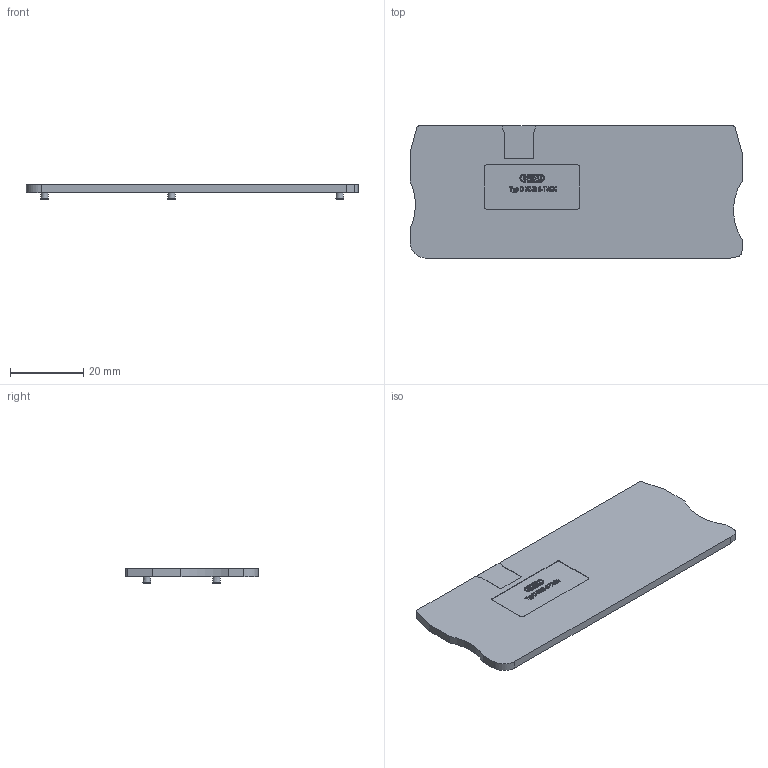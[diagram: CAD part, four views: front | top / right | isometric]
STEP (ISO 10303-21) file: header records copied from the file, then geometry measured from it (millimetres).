
FILE_DESCRIPTION( ('This file contains a STEP AP42 implementation' ,'as created by ZW3D STEP Interface translator.') ,'2;1' );
FILE_NAME( 'D-RNS 6-TWIN.stp' ,'24 725. 92139', (''), ('ZWCAD Software Co.'), 'Version 1.0', 'ZW3D to STEP translator', '' );
FILE_SCHEMA(('AUTOMOTIVE_DESIGN { 1 0 10303 214 1 1 1 1 }'));
Length unit declared in the file: millimetre
Products named in the file (2): 0; D-RNS 6-TWIN
Bounding box: 90.5 x 36 x 4 mm (x, y, z)
Volume: 6954.2 mm3; surface area: 7061.6 mm2
Topology: 1 solids, 1 shells, 859 faces, 2453 edges, 1628 vertices
Faces by surface type: plane 792, bspline 44, cylinder 17, torus 3, cone 3
Full cylindrical faces by diameter (mm): 1 x3
Entity records: 29265 total; most frequent: CARTESIAN_POINT 6172, ORIENTED_EDGE 4906, DIRECTION 4061, EDGE_CURVE 2453, VECTOR 2337, LINE 2337, VERTEX_POINT 1628, EDGE_LOOP 891
